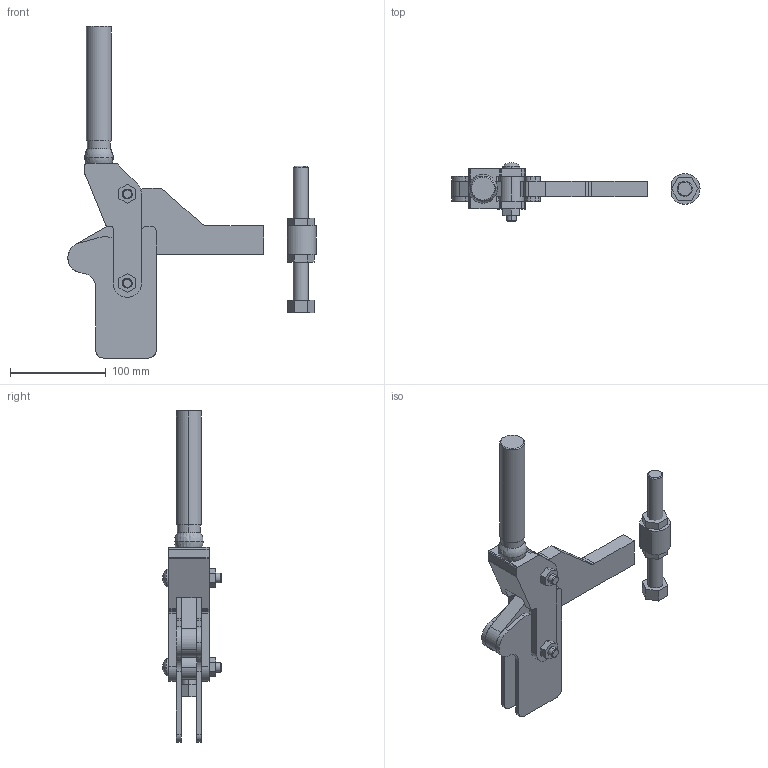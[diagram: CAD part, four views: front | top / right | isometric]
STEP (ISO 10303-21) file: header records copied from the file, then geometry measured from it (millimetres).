
FILE_DESCRIPTION((''),'2;1');
FILE_NAME('M30T.stp','2006-07-12T08:16:18',('Matthew'),(''),'Autodesk Inventor 8','Autodesk Inventor 8','');
FILE_SCHEMA(('AUTOMOTIVE_DESIGN { 1 0 10303 214 1 1 1 1 }'));
Length unit declared in the file: millimetre
Products named in the file (7): M30T; M30T1; M30T2; M30T3; M30T4; M30T5; M30T6
Assembly tree (6 placements, depth 2):
  M30T
    M30T1
    M30T2
    M30T3
    M30T4
    M30T5
    M30T6
Bounding box: 258.85 x 61.5 x 346.25 mm (x, y, z)
Volume: 490941.5 mm3; surface area: 136618.1 mm2
Topology: 6 solids, 6 shells, 224 faces, 600 edges, 394 vertices
Faces by surface type: cylinder 105, plane 101, cone 8, sphere 6, bspline 4
Entity records: 7333 total; most frequent: DIRECTION 1310, CARTESIAN_POINT 1307, ORIENTED_EDGE 1190, EDGE_CURVE 595, AXIS2_PLACEMENT_3D 483, VERTEX_POINT 393, VECTOR 344, LINE 344
